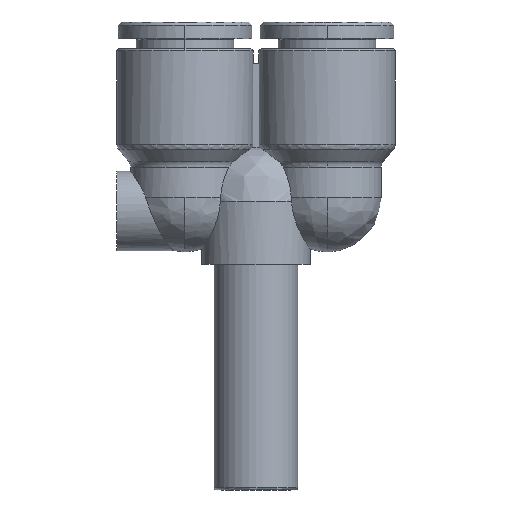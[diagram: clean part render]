
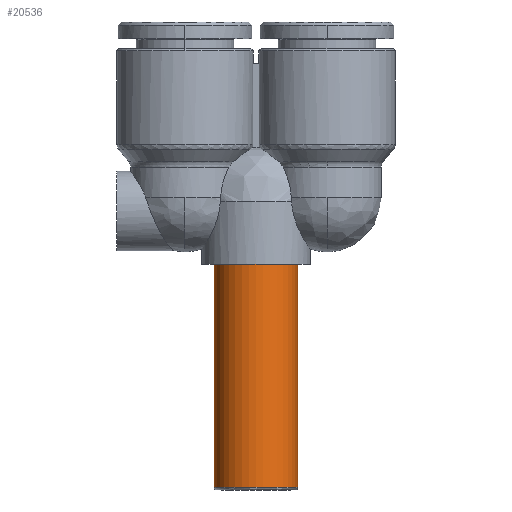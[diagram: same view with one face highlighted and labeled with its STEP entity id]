
A CAD part, front view. The second image highlights one B-rep face of the part: STEP entity #20536.
In plain terms, the highlighted cylindrical face has radius 5 mm (diameter 10 mm), a partial arc.
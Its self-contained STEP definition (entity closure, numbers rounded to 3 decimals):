
#242 = ORIENTED_EDGE ( 'NONE', *, *, #3803, .T. ) ;
#2096 = AXIS2_PLACEMENT_3D ( 'NONE', #28607, #14947, #19558 ) ;
#3803 = EDGE_CURVE ( 'NONE', #9125, #22554, #14389, .T. ) ;
#4199 = DIRECTION ( 'NONE',  ( 1., 0., 0. ) ) ;
#4792 = LINE ( 'NONE', #13297, #8353 ) ;
#5170 = DIRECTION ( 'NONE',  ( 0., 0., -1. ) ) ;
#6398 = CARTESIAN_POINT ( 'NONE',  ( -26.733, 0., -8.5 ) ) ;
#8353 = VECTOR ( 'NONE', #4199, 1000. ) ;
#9125 = VERTEX_POINT ( 'NONE', #28074 ) ;
#9499 = CIRCLE ( 'NONE', #2096, 5. ) ;
#10173 = ORIENTED_EDGE ( 'NONE', *, *, #23465, .T. ) ;
#10368 = DIRECTION ( 'NONE',  ( 1., 0., 0. ) ) ;
#12812 = CARTESIAN_POINT ( 'NONE',  ( -13.233, 0., -3.5 ) ) ;
#13297 = CARTESIAN_POINT ( 'NONE',  ( -26.733, 0., -13.5 ) ) ;
#13898 = DIRECTION ( 'NONE',  ( 1., 0., 0. ) ) ;
#14389 = CIRCLE ( 'NONE', #18090, 5. ) ;
#14947 = DIRECTION ( 'NONE',  ( -1., 0., 0. ) ) ;
#15549 = VECTOR ( 'NONE', #10368, 1000. ) ;
#15916 = ORIENTED_EDGE ( 'NONE', *, *, #22510, .T. ) ;
#17610 = EDGE_CURVE ( 'NONE', #9125, #28598, #20560, .T. ) ;
#18090 = AXIS2_PLACEMENT_3D ( 'NONE', #18789, #13898, #5170 ) ;
#18789 = CARTESIAN_POINT ( 'NONE',  ( -39.933, 0., -8.5 ) ) ;
#19558 = DIRECTION ( 'NONE',  ( 0., 0., -1. ) ) ;
#19841 = CARTESIAN_POINT ( 'NONE',  ( -39.933, 0., -13.5 ) ) ;
#19913 = DIRECTION ( 'NONE',  ( 0., 0., -1. ) ) ;
#20536 = ADVANCED_FACE ( 'NONE', ( #22485 ), #23185, .T. ) ;
#20560 = LINE ( 'NONE', #21684, #15549 ) ;
#20833 = EDGE_LOOP ( 'NONE', ( #21997, #242, #10173, #15916 ) ) ;
#21684 = CARTESIAN_POINT ( 'NONE',  ( -26.733, 0., -3.5 ) ) ;
#21997 = ORIENTED_EDGE ( 'NONE', *, *, #17610, .F. ) ;
#22336 = CARTESIAN_POINT ( 'NONE',  ( -13.233, 0., -13.5 ) ) ;
#22485 = FACE_OUTER_BOUND ( 'NONE', #20833, .T. ) ;
#22510 = EDGE_CURVE ( 'NONE', #28088, #28598, #9499, .T. ) ;
#22554 = VERTEX_POINT ( 'NONE', #19841 ) ;
#23185 = CYLINDRICAL_SURFACE ( 'NONE', #27940, 5. ) ;
#23465 = EDGE_CURVE ( 'NONE', #22554, #28088, #4792, .T. ) ;
#24770 = DIRECTION ( 'NONE',  ( 1., 0., 0. ) ) ;
#27940 = AXIS2_PLACEMENT_3D ( 'NONE', #6398, #24770, #19913 ) ;
#28074 = CARTESIAN_POINT ( 'NONE',  ( -39.933, 0., -3.5 ) ) ;
#28088 = VERTEX_POINT ( 'NONE', #22336 ) ;
#28598 = VERTEX_POINT ( 'NONE', #12812 ) ;
#28607 = CARTESIAN_POINT ( 'NONE',  ( -13.233, 0., -8.5 ) ) ;
